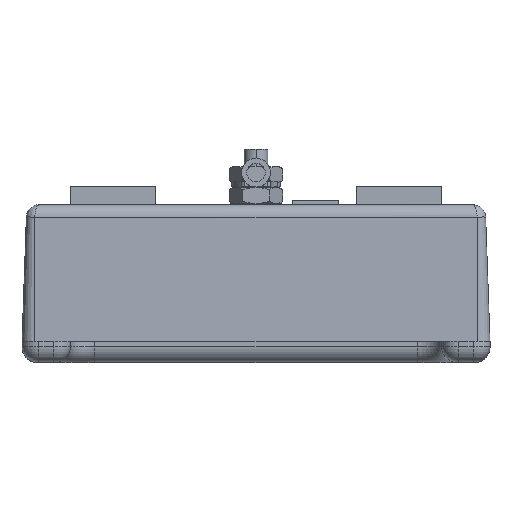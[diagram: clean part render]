
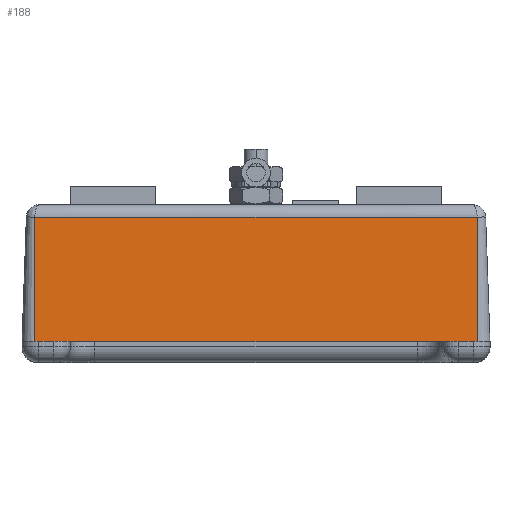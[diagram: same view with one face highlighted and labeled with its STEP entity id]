
A CAD part, top view. The second image highlights one B-rep face of the part: STEP entity #188.
In plain terms, the highlighted planar face has unit normal (0, 0.035, 0.999).
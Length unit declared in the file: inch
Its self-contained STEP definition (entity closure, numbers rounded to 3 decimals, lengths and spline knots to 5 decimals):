
#188 = ADVANCED_FACE ( 'NONE', ( #7303 ), #14127, .T. ) ;
#645 = CARTESIAN_POINT ( 'NONE',  ( -1.715, 0., 0.755 ) ) ;
#1401 = VERTEX_POINT ( 'NONE', #9646 ) ;
#1526 = LINE ( 'NONE', #645, #8897 ) ;
#1739 = EDGE_CURVE ( 'NONE', #11155, #6385, #1526, .T. ) ;
#1934 = DIRECTION ( 'NONE',  ( 0., -0.999, 0.035 ) ) ;
#2606 = VECTOR ( 'NONE', #8337, 39.37008 ) ;
#4048 = EDGE_CURVE ( 'NONE', #10056, #11155, #10324, .T. ) ;
#4327 = ORIENTED_EDGE ( 'NONE', *, *, #10494, .T. ) ;
#4769 = DIRECTION ( 'NONE',  ( 0., -0.999, 0.035 ) ) ;
#4943 = CARTESIAN_POINT ( 'NONE',  ( 1.715, 0., 0.755 ) ) ;
#5132 = CARTESIAN_POINT ( 'NONE',  ( -1.715, 0., 0.755 ) ) ;
#5227 = EDGE_CURVE ( 'NONE', #10056, #1401, #13249, .T. ) ;
#5563 = CARTESIAN_POINT ( 'NONE',  ( -1.715, 0., 0.755 ) ) ;
#6292 = DIRECTION ( 'NONE',  ( -1., 0., 0. ) ) ;
#6345 = CARTESIAN_POINT ( 'NONE',  ( -1.715, 0.96549, 0.72128 ) ) ;
#6385 = VERTEX_POINT ( 'NONE', #5132 ) ;
#6648 = AXIS2_PLACEMENT_3D ( 'NONE', #7067, #9406, #4769 ) ;
#7067 = CARTESIAN_POINT ( 'NONE',  ( -1.715, 0., 0.755 ) ) ;
#7303 = FACE_OUTER_BOUND ( 'NONE', #12593, .T. ) ;
#8178 = ORIENTED_EDGE ( 'NONE', *, *, #5227, .F. ) ;
#8337 = DIRECTION ( 'NONE',  ( 0., -0.999, 0.035 ) ) ;
#8897 = VECTOR ( 'NONE', #1934, 39.37008 ) ;
#9100 = ORIENTED_EDGE ( 'NONE', *, *, #1739, .T. ) ;
#9172 = ORIENTED_EDGE ( 'NONE', *, *, #4048, .T. ) ;
#9406 = DIRECTION ( 'NONE',  ( 0., 0.035, 0.999 ) ) ;
#9646 = CARTESIAN_POINT ( 'NONE',  ( 1.715, 0., 0.755 ) ) ;
#9826 = CARTESIAN_POINT ( 'NONE',  ( -1.715, 0.96549, 0.72128 ) ) ;
#10056 = VERTEX_POINT ( 'NONE', #11902 ) ;
#10324 = LINE ( 'NONE', #9826, #10487 ) ;
#10487 = VECTOR ( 'NONE', #6292, 39.37008 ) ;
#10494 = EDGE_CURVE ( 'NONE', #6385, #1401, #12741, .T. ) ;
#11155 = VERTEX_POINT ( 'NONE', #6345 ) ;
#11902 = CARTESIAN_POINT ( 'NONE',  ( 1.715, 0.96549, 0.72128 ) ) ;
#12574 = VECTOR ( 'NONE', #14816, 39.37008 ) ;
#12593 = EDGE_LOOP ( 'NONE', ( #8178, #9172, #9100, #4327 ) ) ;
#12741 = LINE ( 'NONE', #5563, #12574 ) ;
#13249 = LINE ( 'NONE', #4943, #2606 ) ;
#14127 = PLANE ( 'NONE',  #6648 ) ;
#14816 = DIRECTION ( 'NONE',  ( 1., 0., 0. ) ) ;
